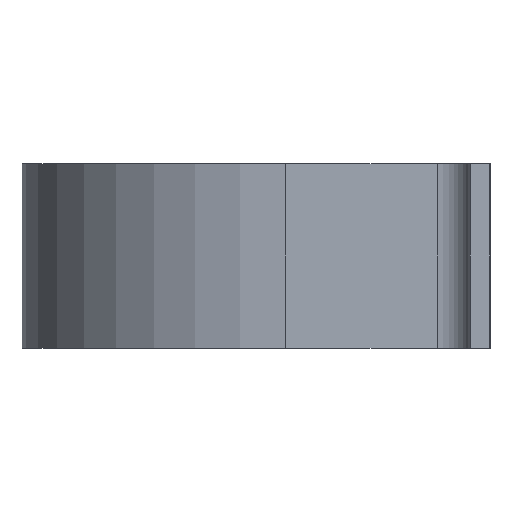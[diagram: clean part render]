
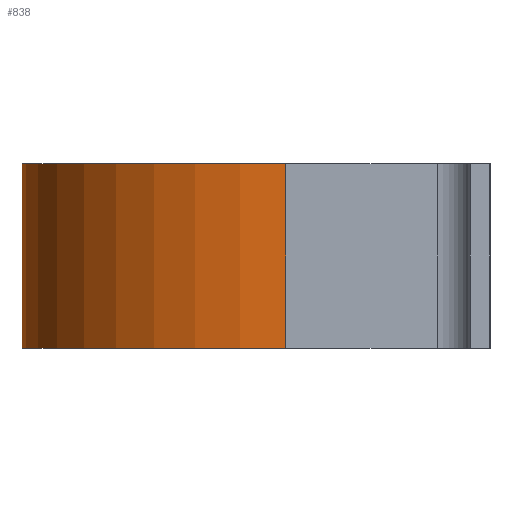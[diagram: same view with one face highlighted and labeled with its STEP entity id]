
A CAD part, left-side view. The second image highlights one B-rep face of the part: STEP entity #838.
In plain terms, the highlighted cylindrical face has radius 20 mm (diameter 40 mm), a partial arc.
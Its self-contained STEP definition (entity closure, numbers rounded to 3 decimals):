
#70 = CARTESIAN_POINT ( 'NONE',  ( 20., 15.5, 7. ) ) ;
#79 = VERTEX_POINT ( 'NONE', #1023 ) ;
#110 = VERTEX_POINT ( 'NONE', #193 ) ;
#170 = CARTESIAN_POINT ( 'NONE',  ( 0., 15.5, -7. ) ) ;
#182 = ORIENTED_EDGE ( 'NONE', *, *, #335, .T. ) ;
#192 = ORIENTED_EDGE ( 'NONE', *, *, #298, .F. ) ;
#193 = CARTESIAN_POINT ( 'NONE',  ( 20., 15.5, -7. ) ) ;
#227 = CARTESIAN_POINT ( 'NONE',  ( 0., 15.5, 7. ) ) ;
#231 = DIRECTION ( 'NONE',  ( 0., 0., -1. ) ) ;
#298 = EDGE_CURVE ( 'NONE', #79, #110, #653, .T. ) ;
#306 = AXIS2_PLACEMENT_3D ( 'NONE', #170, #758, #966 ) ;
#332 = ORIENTED_EDGE ( 'NONE', *, *, #382, .F. ) ;
#335 = EDGE_CURVE ( 'NONE', #541, #371, #578, .T. ) ;
#371 = VERTEX_POINT ( 'NONE', #70 ) ;
#373 = CYLINDRICAL_SURFACE ( 'NONE', #1055, 20. ) ;
#382 = EDGE_CURVE ( 'NONE', #541, #79, #539, .T. ) ;
#403 = FACE_OUTER_BOUND ( 'NONE', #910, .T. ) ;
#429 = EDGE_CURVE ( 'NONE', #371, #110, #919, .T. ) ;
#477 = VECTOR ( 'NONE', #856, 1000. ) ;
#506 = CARTESIAN_POINT ( 'NONE',  ( -20., 15.5, 7. ) ) ;
#512 = DIRECTION ( 'NONE',  ( 0., 0., -1. ) ) ;
#539 = LINE ( 'NONE', #1058, #477 ) ;
#541 = VERTEX_POINT ( 'NONE', #506 ) ;
#570 = CARTESIAN_POINT ( 'NONE',  ( 20., 15.5, 7. ) ) ;
#578 = CIRCLE ( 'NONE', #906, 20. ) ;
#588 = DIRECTION ( 'NONE',  ( 1., 0., 0. ) ) ;
#652 = DIRECTION ( 'NONE',  ( 0., 0., -1. ) ) ;
#653 = CIRCLE ( 'NONE', #306, 20. ) ;
#758 = DIRECTION ( 'NONE',  ( 0., 0., -1. ) ) ;
#781 = ORIENTED_EDGE ( 'NONE', *, *, #429, .T. ) ;
#810 = DIRECTION ( 'NONE',  ( -1., 0., 0. ) ) ;
#824 = CARTESIAN_POINT ( 'NONE',  ( 0., 15.5, 7. ) ) ;
#838 = ADVANCED_FACE ( 'NONE', ( #403 ), #373, .T. ) ;
#856 = DIRECTION ( 'NONE',  ( 0., 0., -1. ) ) ;
#906 = AXIS2_PLACEMENT_3D ( 'NONE', #824, #512, #588 ) ;
#910 = EDGE_LOOP ( 'NONE', ( #192, #332, #182, #781 ) ) ;
#916 = VECTOR ( 'NONE', #652, 1000. ) ;
#919 = LINE ( 'NONE', #570, #916 ) ;
#966 = DIRECTION ( 'NONE',  ( 1., 0., 0. ) ) ;
#1023 = CARTESIAN_POINT ( 'NONE',  ( -20., 15.5, -7. ) ) ;
#1055 = AXIS2_PLACEMENT_3D ( 'NONE', #227, #231, #810 ) ;
#1058 = CARTESIAN_POINT ( 'NONE',  ( -20., 15.5, 7. ) ) ;
